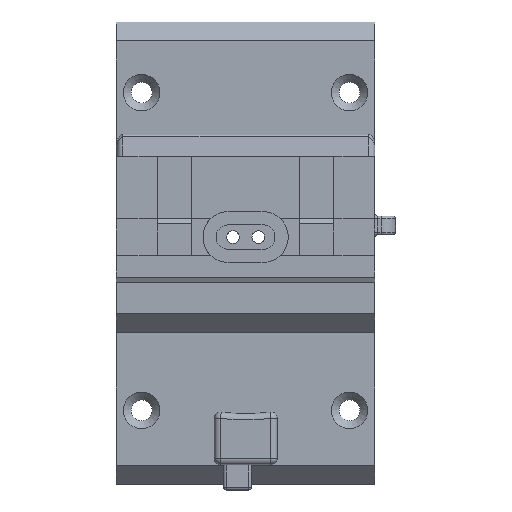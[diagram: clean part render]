
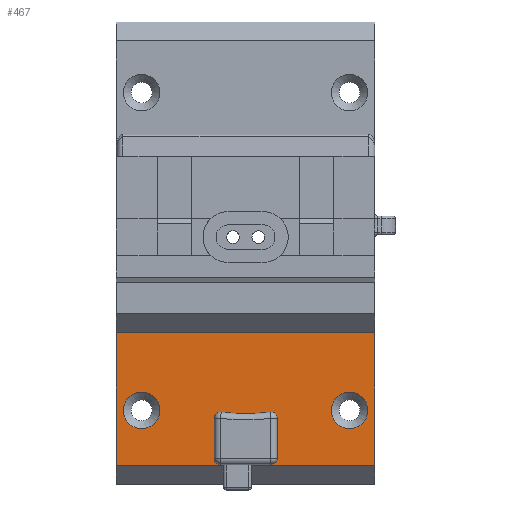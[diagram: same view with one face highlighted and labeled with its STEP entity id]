
A CAD part, front view. The second image highlights one B-rep face of the part: STEP entity #467.
In plain terms, the highlighted planar face has unit normal (0, -1, 0).
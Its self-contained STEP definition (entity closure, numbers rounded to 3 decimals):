
#123 = EDGE_CURVE('',#124,#126,#128,.T.);
#124 = VERTEX_POINT('',#125);
#125 = CARTESIAN_POINT('',(-4.,-41.,0.));
#126 = VERTEX_POINT('',#127);
#127 = CARTESIAN_POINT('',(4.,-41.,0.));
#128 = LINE('',#129,#130);
#129 = CARTESIAN_POINT('',(-5.,-41.,0.));
#130 = VECTOR('',#131,1.);
#131 = DIRECTION('',(1.,0.,0.));
#467 = ADVANCED_FACE('',(#468,#530,#564,#575),#586,.F.);
#468 = FACE_BOUND('',#469,.F.);
#469 = EDGE_LOOP('',(#470,#480,#487,#488,#497,#505,#514,#523));
#470 = ORIENTED_EDGE('',*,*,#471,.F.);
#471 = EDGE_CURVE('',#472,#474,#476,.T.);
#472 = VERTEX_POINT('',#473);
#473 = CARTESIAN_POINT('',(-5.,-41.,1.));
#474 = VERTEX_POINT('',#475);
#475 = CARTESIAN_POINT('',(-5.,-41.,7.377));
#476 = LINE('',#477,#478);
#477 = CARTESIAN_POINT('',(-5.,-41.,0.));
#478 = VECTOR('',#479,1.);
#479 = DIRECTION('',(0.,0.,1.));
#480 = ORIENTED_EDGE('',*,*,#481,.T.);
#481 = EDGE_CURVE('',#472,#124,#482,.T.);
#482 = CIRCLE('',#483,1.);
#483 = AXIS2_PLACEMENT_3D('',#484,#485,#486);
#484 = CARTESIAN_POINT('',(-4.,-41.,1.));
#485 = DIRECTION('',(0.,-1.,0.));
#486 = DIRECTION('',(0.,0.,-1.));
#487 = ORIENTED_EDGE('',*,*,#123,.T.);
#488 = ORIENTED_EDGE('',*,*,#489,.F.);
#489 = EDGE_CURVE('',#490,#126,#492,.T.);
#490 = VERTEX_POINT('',#491);
#491 = CARTESIAN_POINT('',(5.,-41.,1.));
#492 = CIRCLE('',#493,1.);
#493 = AXIS2_PLACEMENT_3D('',#494,#495,#496);
#494 = CARTESIAN_POINT('',(4.,-41.,1.));
#495 = DIRECTION('',(0.,1.,0.));
#496 = DIRECTION('',(0.,0.,-1.));
#497 = ORIENTED_EDGE('',*,*,#498,.T.);
#498 = EDGE_CURVE('',#490,#499,#501,.T.);
#499 = VERTEX_POINT('',#500);
#500 = CARTESIAN_POINT('',(5.,-41.,7.377));
#501 = LINE('',#502,#503);
#502 = CARTESIAN_POINT('',(5.,-41.,0.));
#503 = VECTOR('',#504,1.);
#504 = DIRECTION('',(0.,0.,1.));
#505 = ORIENTED_EDGE('',*,*,#506,.F.);
#506 = EDGE_CURVE('',#507,#499,#509,.T.);
#507 = VERTEX_POINT('',#508);
#508 = CARTESIAN_POINT('',(3.862,-41.,8.367));
#509 = CIRCLE('',#510,1.);
#510 = AXIS2_PLACEMENT_3D('',#511,#512,#513);
#511 = CARTESIAN_POINT('',(4.,-41.,7.377));
#512 = DIRECTION('',(0.,1.,0.));
#513 = DIRECTION('',(0.,0.,-1.));
#514 = ORIENTED_EDGE('',*,*,#515,.F.);
#515 = EDGE_CURVE('',#516,#507,#518,.T.);
#516 = VERTEX_POINT('',#517);
#517 = CARTESIAN_POINT('',(-3.862,-41.,8.367));
#518 = CIRCLE('',#519,28.05);
#519 = AXIS2_PLACEMENT_3D('',#520,#521,#522);
#520 = CARTESIAN_POINT('',(0.,-41.,36.15));
#521 = DIRECTION('',(0.,-1.,0.));
#522 = DIRECTION('',(0.,0.,-1.));
#523 = ORIENTED_EDGE('',*,*,#524,.F.);
#524 = EDGE_CURVE('',#474,#516,#525,.T.);
#525 = CIRCLE('',#526,1.);
#526 = AXIS2_PLACEMENT_3D('',#527,#528,#529);
#527 = CARTESIAN_POINT('',(-4.,-41.,7.377));
#528 = DIRECTION('',(0.,1.,0.));
#529 = DIRECTION('',(0.,0.,-1.));
#530 = FACE_BOUND('',#531,.F.);
#531 = EDGE_LOOP('',(#532,#542,#550,#558));
#532 = ORIENTED_EDGE('',*,*,#533,.T.);
#533 = EDGE_CURVE('',#534,#536,#538,.T.);
#534 = VERTEX_POINT('',#535);
#535 = CARTESIAN_POINT('',(-20.5,-41.,20.985));
#536 = VERTEX_POINT('',#537);
#537 = CARTESIAN_POINT('',(20.5,-41.,20.985));
#538 = LINE('',#539,#540);
#539 = CARTESIAN_POINT('',(-20.5,-41.,20.985));
#540 = VECTOR('',#541,1.);
#541 = DIRECTION('',(1.,0.,0.));
#542 = ORIENTED_EDGE('',*,*,#543,.T.);
#543 = EDGE_CURVE('',#536,#544,#546,.T.);
#544 = VERTEX_POINT('',#545);
#545 = CARTESIAN_POINT('',(20.5,-41.,-0.117));
#546 = LINE('',#547,#548);
#547 = CARTESIAN_POINT('',(20.5,-41.,20.985));
#548 = VECTOR('',#549,1.);
#549 = DIRECTION('',(0.,0.,-1.));
#550 = ORIENTED_EDGE('',*,*,#551,.F.);
#551 = EDGE_CURVE('',#552,#544,#554,.T.);
#552 = VERTEX_POINT('',#553);
#553 = CARTESIAN_POINT('',(-20.5,-41.,-0.117));
#554 = LINE('',#555,#556);
#555 = CARTESIAN_POINT('',(-20.5,-41.,-0.117));
#556 = VECTOR('',#557,1.);
#557 = DIRECTION('',(1.,0.,0.));
#558 = ORIENTED_EDGE('',*,*,#559,.F.);
#559 = EDGE_CURVE('',#534,#552,#560,.T.);
#560 = LINE('',#561,#562);
#561 = CARTESIAN_POINT('',(-20.5,-41.,20.985));
#562 = VECTOR('',#563,1.);
#563 = DIRECTION('',(0.,0.,-1.));
#564 = FACE_BOUND('',#565,.F.);
#565 = EDGE_LOOP('',(#566));
#566 = ORIENTED_EDGE('',*,*,#567,.F.);
#567 = EDGE_CURVE('',#568,#568,#570,.T.);
#568 = VERTEX_POINT('',#569);
#569 = CARTESIAN_POINT('',(19.4,-41.,8.649));
#570 = CIRCLE('',#571,2.9);
#571 = AXIS2_PLACEMENT_3D('',#572,#573,#574);
#572 = CARTESIAN_POINT('',(16.5,-41.,8.649));
#573 = DIRECTION('',(0.,1.,0.));
#574 = DIRECTION('',(1.,0.,0.));
#575 = FACE_BOUND('',#576,.F.);
#576 = EDGE_LOOP('',(#577));
#577 = ORIENTED_EDGE('',*,*,#578,.F.);
#578 = EDGE_CURVE('',#579,#579,#581,.T.);
#579 = VERTEX_POINT('',#580);
#580 = CARTESIAN_POINT('',(-13.6,-41.,8.649));
#581 = CIRCLE('',#582,2.9);
#582 = AXIS2_PLACEMENT_3D('',#583,#584,#585);
#583 = CARTESIAN_POINT('',(-16.5,-41.,8.649));
#584 = DIRECTION('',(0.,1.,0.));
#585 = DIRECTION('',(1.,0.,0.));
#586 = PLANE('',#587);
#587 = AXIS2_PLACEMENT_3D('',#588,#589,#590);
#588 = CARTESIAN_POINT('',(-20.5,-41.,20.985));
#589 = DIRECTION('',(0.,1.,0.));
#590 = DIRECTION('',(0.,0.,-1.));
